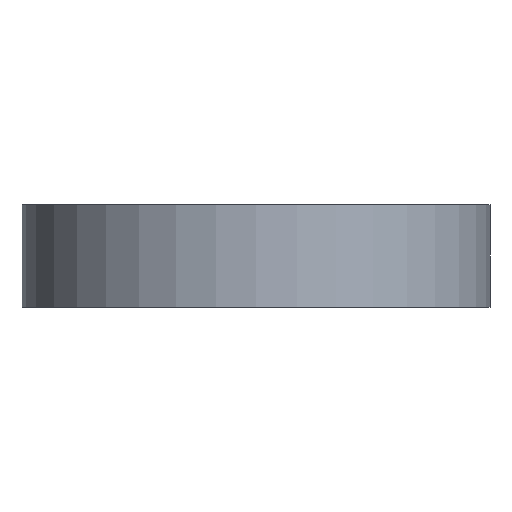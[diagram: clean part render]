
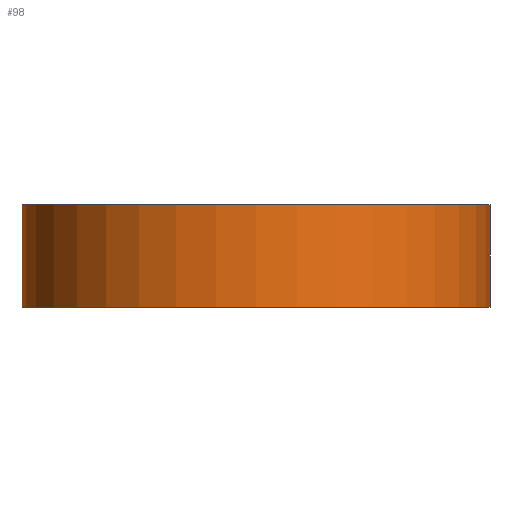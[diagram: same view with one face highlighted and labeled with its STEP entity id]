
A CAD part, front view. The second image highlights one B-rep face of the part: STEP entity #98.
In plain terms, the highlighted cylindrical face has radius 100 mm (diameter 200 mm), a partial arc.
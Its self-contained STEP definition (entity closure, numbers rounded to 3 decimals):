
#15=CYLINDRICAL_SURFACE('',#120,100.);
#18=FACE_OUTER_BOUND('',#24,.T.);
#24=EDGE_LOOP('',(#73,#74,#75,#76));
#30=CIRCLE('',#119,100.);
#31=CIRCLE('',#121,100.);
#35=LINE('',#169,#43);
#36=LINE('',#171,#44);
#43=VECTOR('',#139,10.);
#44=VECTOR('',#140,10.);
#49=VERTEX_POINT('',#159);
#52=VERTEX_POINT('',#164);
#53=VERTEX_POINT('',#168);
#54=VERTEX_POINT('',#170);
#60=EDGE_CURVE('',#49,#52,#30,.T.);
#61=EDGE_CURVE('',#53,#49,#35,.T.);
#62=EDGE_CURVE('',#54,#52,#36,.T.);
#63=EDGE_CURVE('',#53,#54,#31,.T.);
#73=ORIENTED_EDGE('',*,*,#61,.T.);
#74=ORIENTED_EDGE('',*,*,#60,.T.);
#75=ORIENTED_EDGE('',*,*,#62,.F.);
#76=ORIENTED_EDGE('',*,*,#63,.F.);
#98=ADVANCED_FACE('',(#18),#15,.T.);
#119=AXIS2_PLACEMENT_3D('',#166,#135,#136);
#120=AXIS2_PLACEMENT_3D('',#167,#137,#138);
#121=AXIS2_PLACEMENT_3D('',#172,#141,#142);
#135=DIRECTION('center_axis',(0.,0.,-1.));
#136=DIRECTION('ref_axis',(-1.,0.,0.));
#137=DIRECTION('center_axis',(0.,0.,-1.));
#138=DIRECTION('ref_axis',(1.,0.001,0.));
#139=DIRECTION('',(0.,0.,1.));
#140=DIRECTION('',(0.,0.,1.));
#141=DIRECTION('center_axis',(0.,0.,-1.));
#142=DIRECTION('ref_axis',(-1.,0.,0.));
#159=CARTESIAN_POINT('',(-100.,0.,44.));
#164=CARTESIAN_POINT('',(-100.,-0.175,44.));
#166=CARTESIAN_POINT('Origin',(0.,0.,
44.));
#167=CARTESIAN_POINT('Origin',(0.,0.,22.));
#168=CARTESIAN_POINT('',(-100.,0.,0.));
#169=CARTESIAN_POINT('',(-100.,0.,0.));
#170=CARTESIAN_POINT('',(-100.,-0.175,0.));
#171=CARTESIAN_POINT('',(-100.,-0.175,0.));
#172=CARTESIAN_POINT('Origin',(0.,0.,
0.));
